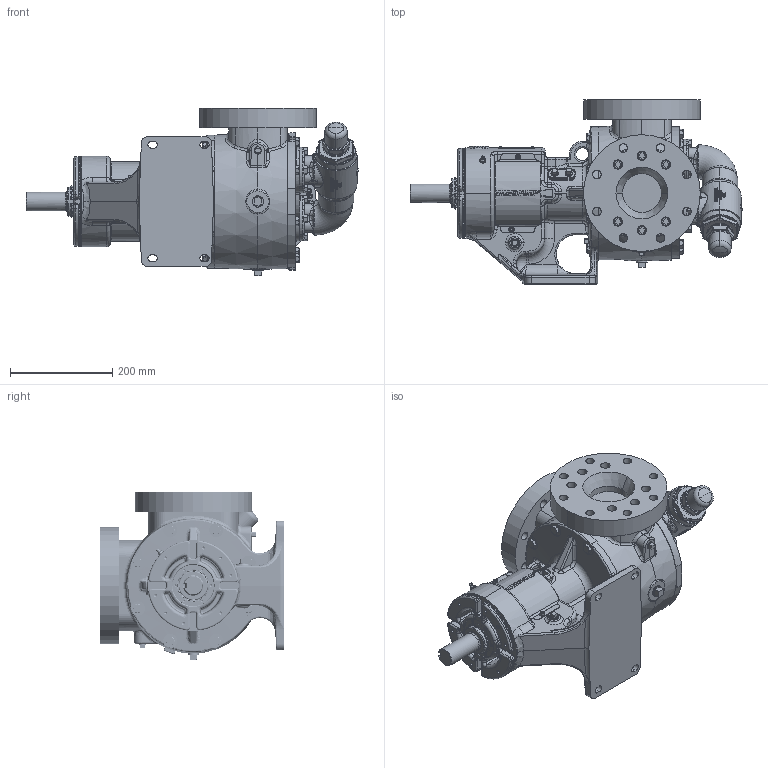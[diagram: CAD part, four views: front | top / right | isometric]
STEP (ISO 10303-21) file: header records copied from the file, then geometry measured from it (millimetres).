
FILE_DESCRIPTION (( 'STEP AP214' ), '1' );
FILE_NAME ('LV-4550.STEP', '2024-04-03T14:59:47', ( '' ), ( '' ), 'SwSTEP 2.0', 'SolidWorks 2022', '' );
FILE_SCHEMA (( 'AUTOMOTIVE_DESIGN' ));
Length unit declared in the file: inch
Products named in the file (1): LV-4550
Bounding box: 650.22 x 360.36 x 327.72 mm (x, y, z)
Volume: 18552857.3 mm3; surface area: 1033723.1 mm2
Topology: 1 solids, 1 shells, 5414 faces, 13828 edges, 8590 vertices
Faces by surface type: plane 1799, bspline 1637, cylinder 1066, cone 692, torus 132, sphere 88
Entity records: 313333 total; most frequent: CARTESIAN_POINT 125420, ORIENTED_EDGE 27354, DIRECTION 20129, EDGE_CURVE 13677, VERTEX_POINT 8583, AXIS2_PLACEMENT_3D 7429, EDGE_LOOP 5788, LENGTH_MEASURE_WITH_UNIT 5417
